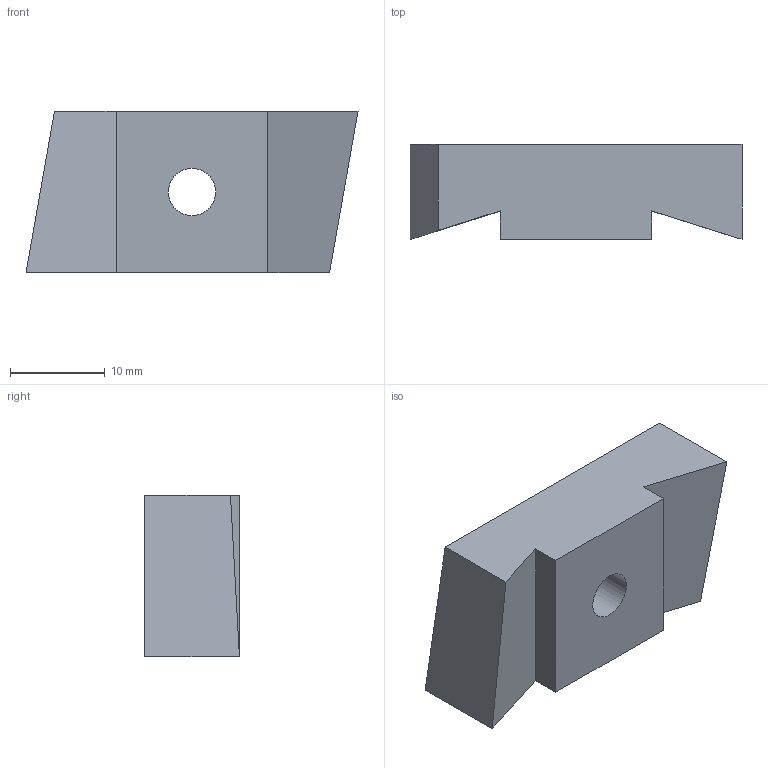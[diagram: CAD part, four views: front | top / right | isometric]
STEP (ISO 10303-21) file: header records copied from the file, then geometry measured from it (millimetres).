
FILE_DESCRIPTION (( 'STEP AP214' ), '1' );
FILE_NAME ('1147126.stp', '2022-02-10T10:41:42', ( '' ), ( '' ), 'SwSTEP 2.0', 'SolidWorks 2020', '' );
FILE_SCHEMA (( 'AUTOMOTIVE_DESIGN' ));
Length unit declared in the file: millimetre
Products named in the file (1): 1147126
Bounding box: 35 x 10 x 17 mm (x, y, z)
Volume: 4775.6 mm3; surface area: 2235.9 mm2
Topology: 1 solids, 1 shells, 11 faces, 27 edges, 18 vertices
Faces by surface type: plane 10, cylinder 1
Full cylindrical faces by diameter (mm): 5 x1
Entity records: 356 total; most frequent: CARTESIAN_POINT 56, DIRECTION 52, ORIENTED_EDGE 52, EDGE_CURVE 26, VECTOR 24, LINE 24, VERTEX_POINT 18, EDGE_LOOP 14
